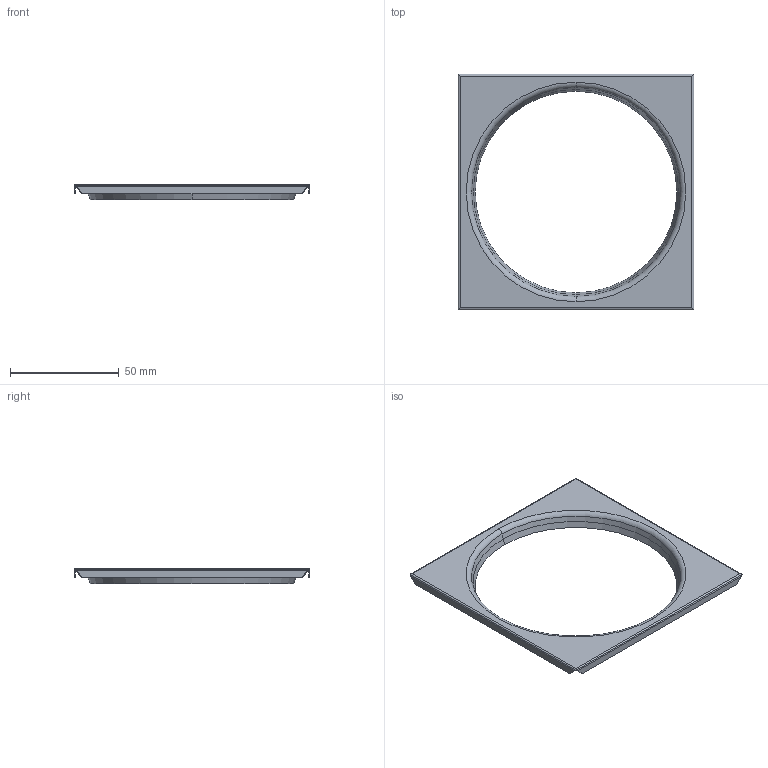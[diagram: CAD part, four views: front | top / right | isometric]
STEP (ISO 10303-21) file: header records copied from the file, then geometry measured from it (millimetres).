
FILE_DESCRIPTION((''),'2;1');
FILE_NAME('233_SW0001','2010-12-10T',('project'),(''),'PRO/ENGINEER BY PARAMETRIC TECHNOLOGY CORPORATION, 2009300','PRO/ENGINEER BY PARAMETRIC TECHNOLOGY CORPORATION, 2009300','');
FILE_SCHEMA(('CONFIG_CONTROL_DESIGN'));
Length unit declared in the file: inch
Products named in the file (1): 233_SW0001
Bounding box: 108.6 x 108.6 x 6.96 mm (x, y, z)
Surface area: 15867.4 mm2 (no closed solid volume)
Topology: 0 solids, 1 shells, 40 faces, 102 edges, 64 vertices
Faces by surface type: plane 26, cone 8, cylinder 4, torus 2
Entity records: 1239 total; most frequent: CARTESIAN_POINT 241, ORIENTED_EDGE 204, DIRECTION 184, EDGE_CURVE 102, VECTOR 76, LINE 76, VERTEX_POINT 64, AXIS2_PLACEMENT_3D 54
